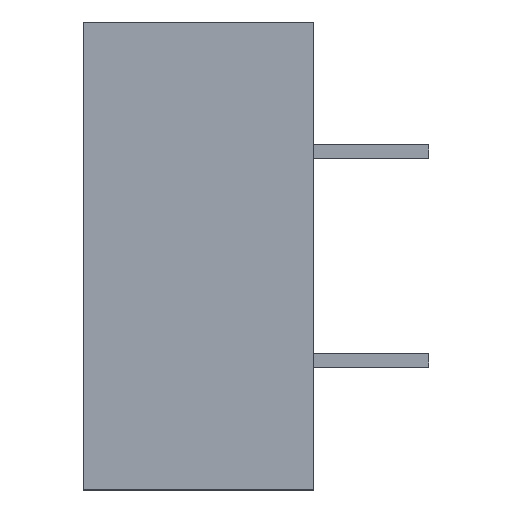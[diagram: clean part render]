
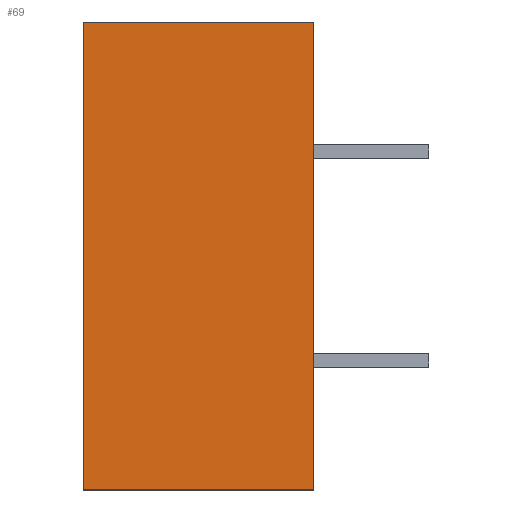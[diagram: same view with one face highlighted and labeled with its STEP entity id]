
A CAD part, left-side view. The second image highlights one B-rep face of the part: STEP entity #69.
In plain terms, the highlighted planar face has unit normal (-1, 0, 0).
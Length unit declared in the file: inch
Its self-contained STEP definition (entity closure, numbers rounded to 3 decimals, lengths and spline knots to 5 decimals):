
#46 = CARTESIAN_POINT ( 'NONE',  ( -1.14, 0.59055, 0.6 ) ) ;
#66 = VECTOR ( 'NONE', #90, 39.37008 ) ;
#69 = ADVANCED_FACE ( 'NONE', ( #148 ), #388, .F. ) ;
#82 = EDGE_CURVE ( 'NONE', #973, #422, #960, .T. ) ;
#90 = DIRECTION ( 'NONE',  ( 0., 0., 1. ) ) ;
#93 = CARTESIAN_POINT ( 'NONE',  ( -1.14, 0., -0.6 ) ) ;
#97 = CARTESIAN_POINT ( 'NONE',  ( -1.14, 0., 0.6 ) ) ;
#148 = FACE_OUTER_BOUND ( 'NONE', #420, .T. ) ;
#171 = CARTESIAN_POINT ( 'NONE',  ( -1.14, 0.59055, 0.6 ) ) ;
#176 = DIRECTION ( 'NONE',  ( 0., -1., 0. ) ) ;
#208 = ORIENTED_EDGE ( 'NONE', *, *, #600, .T. ) ;
#219 = DIRECTION ( 'NONE',  ( 0., 0., -1. ) ) ;
#303 = CARTESIAN_POINT ( 'NONE',  ( -1.14, 0.59055, -0.6 ) ) ;
#327 = CARTESIAN_POINT ( 'NONE',  ( -1.14, 0.59055, -0.6 ) ) ;
#388 = PLANE ( 'NONE',  #745 ) ;
#420 = EDGE_LOOP ( 'NONE', ( #208, #673, #730, #635 ) ) ;
#422 = VERTEX_POINT ( 'NONE', #93 ) ;
#435 = CARTESIAN_POINT ( 'NONE',  ( -1.14, 0.59055, 0.6 ) ) ;
#442 = VERTEX_POINT ( 'NONE', #549 ) ;
#475 = DIRECTION ( 'NONE',  ( 0., -1., 0. ) ) ;
#500 = LINE ( 'NONE', #803, #724 ) ;
#505 = VECTOR ( 'NONE', #642, 39.37008 ) ;
#549 = CARTESIAN_POINT ( 'NONE',  ( -1.14, 0., 0.6 ) ) ;
#586 = EDGE_CURVE ( 'NONE', #916, #442, #500, .T. ) ;
#600 = EDGE_CURVE ( 'NONE', #422, #442, #723, .T. ) ;
#635 = ORIENTED_EDGE ( 'NONE', *, *, #82, .T. ) ;
#642 = DIRECTION ( 'NONE',  ( 0., 0., 1. ) ) ;
#662 = EDGE_CURVE ( 'NONE', #973, #916, #905, .T. ) ;
#673 = ORIENTED_EDGE ( 'NONE', *, *, #586, .F. ) ;
#687 = DIRECTION ( 'NONE',  ( 1., 0., 0. ) ) ;
#723 = LINE ( 'NONE', #97, #505 ) ;
#724 = VECTOR ( 'NONE', #176, 39.37008 ) ;
#730 = ORIENTED_EDGE ( 'NONE', *, *, #662, .F. ) ;
#745 = AXIS2_PLACEMENT_3D ( 'NONE', #46, #687, #219 ) ;
#803 = CARTESIAN_POINT ( 'NONE',  ( -1.14, 0.59055, 0.6 ) ) ;
#905 = LINE ( 'NONE', #171, #66 ) ;
#916 = VERTEX_POINT ( 'NONE', #435 ) ;
#960 = LINE ( 'NONE', #303, #974 ) ;
#973 = VERTEX_POINT ( 'NONE', #327 ) ;
#974 = VECTOR ( 'NONE', #475, 39.37008 ) ;
